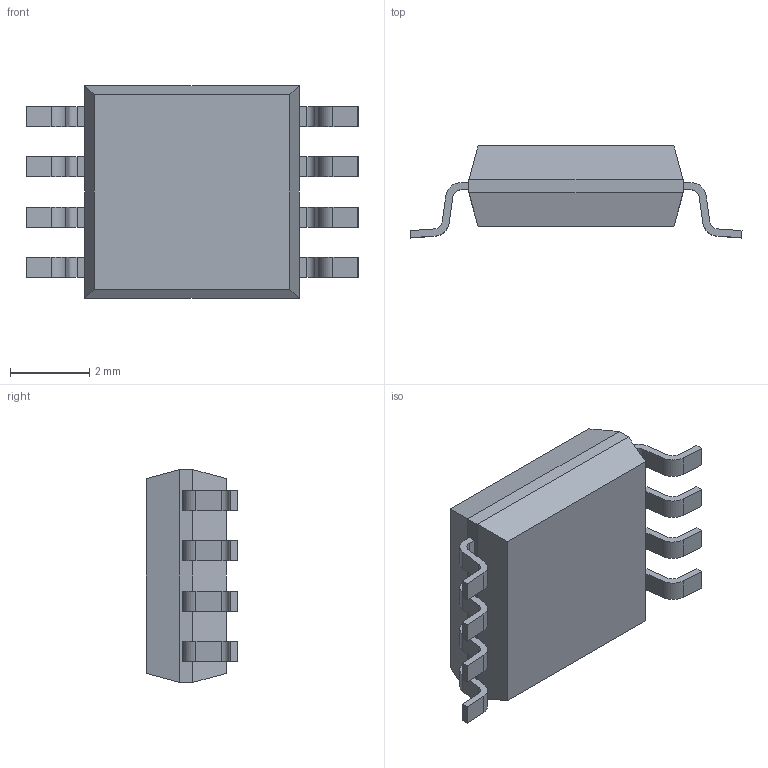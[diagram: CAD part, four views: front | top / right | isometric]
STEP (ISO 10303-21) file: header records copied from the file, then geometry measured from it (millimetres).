
FILE_DESCRIPTION (( 'STEP AP214' ), '1' );
FILE_NAME ('SOIC8.STEP', '2012-05-17T02:48:34', ( '微软用户' ), ( '微软中国' ), 'SwSTEP 2.0', 'SolidWorks 2011', '' );
FILE_SCHEMA (( 'AUTOMOTIVE_DESIGN' ));
Length unit declared in the file: millimetre
Products named in the file (1): SOIC8
Bounding box: 8.39 x 2.32 x 5.38 mm (x, y, z)
Volume: 56.7 mm3; surface area: 117.9 mm2
Topology: 1 solids, 1 shells, 129 faces, 379 edges, 269 vertices
Faces by surface type: plane 95, cylinder 34
Entity records: 6399 total; most frequent: CARTESIAN_POINT 1544, ORIENTED_EDGE 758, DIRECTION 658, EDGE_CURVE 379, VERTEX_POINT 269, VECTOR 262, LINE 262, AXIS2_PLACEMENT_3D 198
